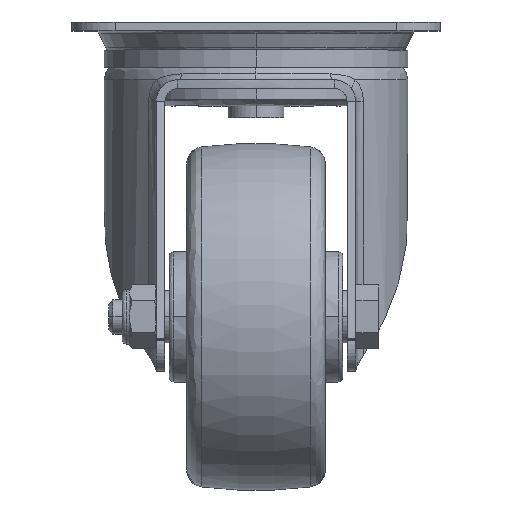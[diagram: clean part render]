
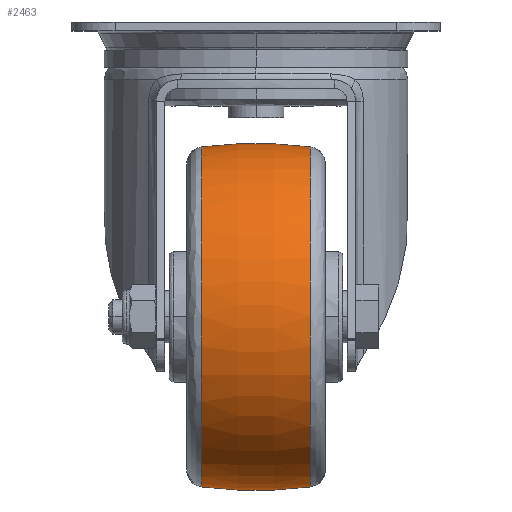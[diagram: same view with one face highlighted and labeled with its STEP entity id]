
A CAD part, top view. The second image highlights one B-rep face of the part: STEP entity #2463.
In plain terms, the highlighted toroidal (fillet/blend) face has major radius 60 mm and minor radius 100 mm.
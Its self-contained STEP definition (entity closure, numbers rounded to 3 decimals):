
#153 = VERTEX_POINT ( 'NONE', #1158 ) ;
#955 = FACE_OUTER_BOUND ( 'NONE', #3435, .T. ) ;
#1004 = DIRECTION ( 'NONE',  ( 0., 0., 1. ) ) ;
#1158 = CARTESIAN_POINT ( 'NONE',  ( -12.5, -99.416, 38. ) ) ;
#2058 = DIRECTION ( 'NONE',  ( 0., -1., 0. ) ) ;
#2310 = TOROIDAL_SURFACE ( 'NONE', #5155, -60., 100. ) ;
#2463 = ADVANCED_FACE ( 'NONE', ( #955 ), #2310, .T. ) ;
#3175 = AXIS2_PLACEMENT_3D ( 'NONE', #5632, #3373, #10629 ) ;
#3373 = DIRECTION ( 'NONE',  ( 1., 0., 0. ) ) ;
#3435 = EDGE_LOOP ( 'NONE', ( #14598, #14811, #3517, #3640 ) ) ;
#3517 = ORIENTED_EDGE ( 'NONE', *, *, #6923, .F. ) ;
#3640 = ORIENTED_EDGE ( 'NONE', *, *, #11793, .F. ) ;
#3931 = CARTESIAN_POINT ( 'NONE',  ( -12.5, -60.2, 38. ) ) ;
#3946 = DIRECTION ( 'NONE',  ( 1., 0., 0. ) ) ;
#4952 = CARTESIAN_POINT ( 'NONE',  ( 12.5, -99.416, 38. ) ) ;
#5013 = CIRCLE ( 'NONE', #5798, 39.216 ) ;
#5155 = AXIS2_PLACEMENT_3D ( 'NONE', #8685, #3946, #10147 ) ;
#5632 = CARTESIAN_POINT ( 'NONE',  ( 12.5, -60.2, 38. ) ) ;
#5798 = AXIS2_PLACEMENT_3D ( 'NONE', #3931, #8913, #7676 ) ;
#6461 = CARTESIAN_POINT ( 'NONE',  ( 0., -120.2, 38. ) ) ;
#6814 = AXIS2_PLACEMENT_3D ( 'NONE', #13322, #1004, #2058 ) ;
#6923 = EDGE_CURVE ( 'NONE', #12449, #8729, #10201, .T. ) ;
#7676 = DIRECTION ( 'NONE',  ( 0., 1., 0. ) ) ;
#7702 = CARTESIAN_POINT ( 'NONE',  ( -12.5, -20.984, 38. ) ) ;
#8685 = CARTESIAN_POINT ( 'NONE',  ( 0., -60.2, 38. ) ) ;
#8729 = VERTEX_POINT ( 'NONE', #4952 ) ;
#8840 = CARTESIAN_POINT ( 'NONE',  ( 12.5, -20.984, 38. ) ) ;
#8913 = DIRECTION ( 'NONE',  ( -1., 0., 0. ) ) ;
#9775 = EDGE_CURVE ( 'NONE', #153, #10412, #5013, .T. ) ;
#10130 = EDGE_CURVE ( 'NONE', #153, #8729, #13896, .T. ) ;
#10147 = DIRECTION ( 'NONE',  ( 0., 1., 0. ) ) ;
#10201 = CIRCLE ( 'NONE', #3175, 39.216 ) ;
#10412 = VERTEX_POINT ( 'NONE', #7702 ) ;
#10629 = DIRECTION ( 'NONE',  ( 0., 1., 0. ) ) ;
#11315 = CIRCLE ( 'NONE', #11831, 100. ) ;
#11440 = DIRECTION ( 'NONE',  ( 0., 0., -1. ) ) ;
#11793 = EDGE_CURVE ( 'NONE', #10412, #12449, #11315, .T. ) ;
#11831 = AXIS2_PLACEMENT_3D ( 'NONE', #6461, #11440, #15357 ) ;
#12449 = VERTEX_POINT ( 'NONE', #8840 ) ;
#13322 = CARTESIAN_POINT ( 'NONE',  ( 0., -0.2, 38. ) ) ;
#13896 = CIRCLE ( 'NONE', #6814, 100. ) ;
#14598 = ORIENTED_EDGE ( 'NONE', *, *, #9775, .F. ) ;
#14811 = ORIENTED_EDGE ( 'NONE', *, *, #10130, .T. ) ;
#15357 = DIRECTION ( 'NONE',  ( -1., 0., 0. ) ) ;
